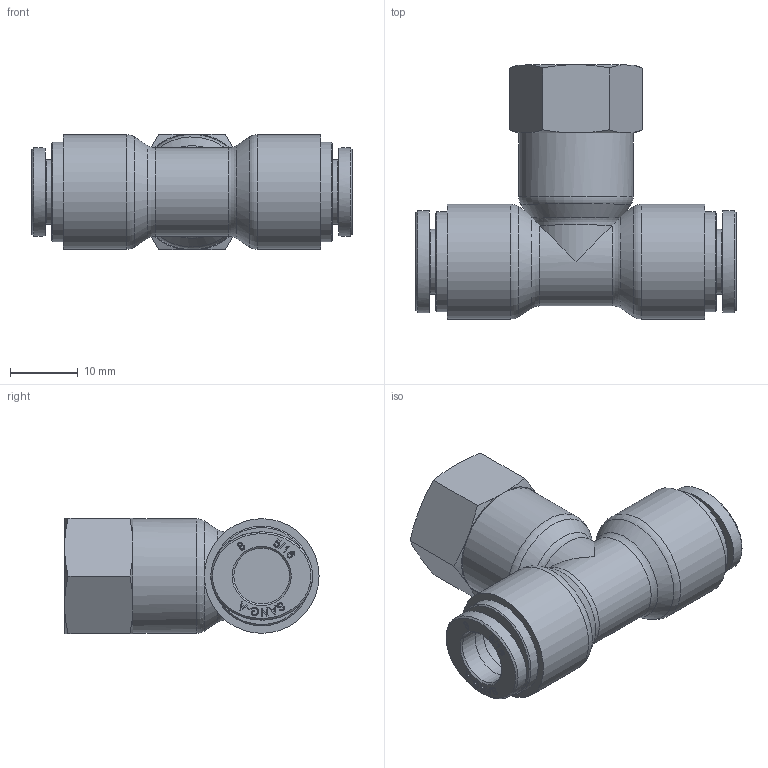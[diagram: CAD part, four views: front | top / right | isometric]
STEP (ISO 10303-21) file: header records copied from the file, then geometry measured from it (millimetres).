
FILE_DESCRIPTION((''),'2;1');
FILE_NAME('HR-PTF 08G01.stp','2020-03-19T14:42:14',('user'),(''),'Autodesk Inventor 2013','Autodesk Inventor 2013','');
FILE_SCHEMA(('AUTOMOTIVE_DESIGN { 1 0 10303 214 1 1 1 1 }'));
Length unit declared in the file: millimetre
Products named in the file (6): 조립품4 (세부 수준1); HR-PUT 08 BODY; HR-COLLAR 08; HR-Collar 08L(SUS); HR-SLEEVE 08; HR-PLF BODY 08G01
Assembly tree (6 placements, depth 3):
  조립품4 (세부 수준1)
    HR-PUT 08 BODY
    HR-COLLAR 08  x2
      HR-Collar 08L(SUS)
      HR-SLEEVE 08
    HR-PLF BODY 08G01
Bounding box: 47.2 x 37.45 x 17 mm (x, y, z)
Volume: 10649.4 mm3; surface area: 6909.8 mm2
Topology: 6 solids, 6 shells, 369 faces, 944 edges, 625 vertices
Faces by surface type: plane 179, bspline 142, cone 22, cylinder 19, torus 7
Full cylindrical faces by diameter (mm): 6.4 x1, 8.2 x7, 8.566 x1, 9.6 x2, 14.7 x2, 16.9 x3
Entity records: 6694 total; most frequent: CARTESIAN_POINT 2131, ORIENTED_EDGE 998, DIRECTION 687, EDGE_CURVE 499, VERTEX_POINT 342, VECTOR 271, LINE 271, EDGE_LOOP 259
